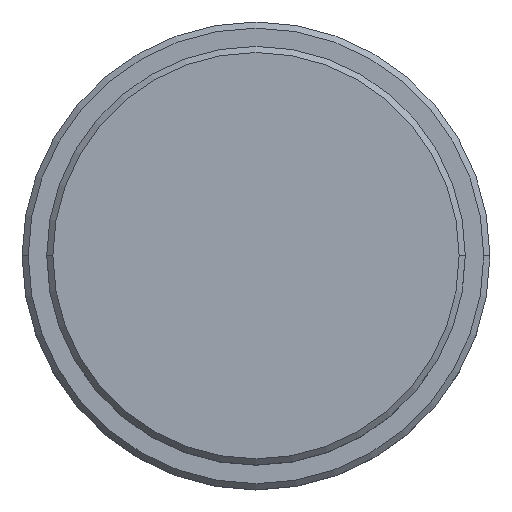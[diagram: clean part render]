
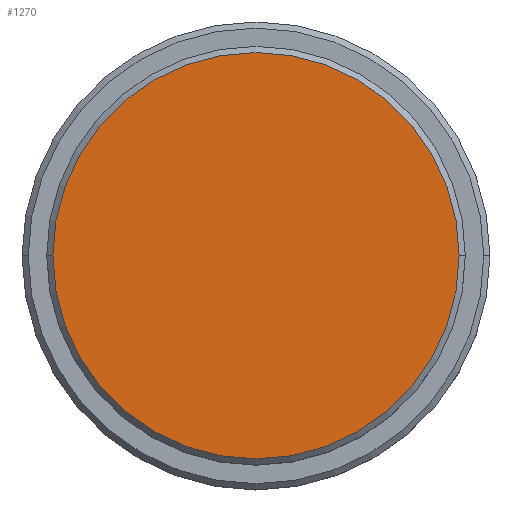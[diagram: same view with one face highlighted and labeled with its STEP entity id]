
A CAD part, top view. The second image highlights one B-rep face of the part: STEP entity #1270.
In plain terms, the highlighted planar face has unit normal (0, 0, 1).
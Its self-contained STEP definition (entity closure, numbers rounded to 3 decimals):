
#55 = FACE_OUTER_BOUND ( 'NONE', #811, .T. ) ;
#141 = AXIS2_PLACEMENT_3D ( 'NONE', #593, #901, #1227 ) ;
#239 = EDGE_CURVE ( 'NONE', #335, #575, #363, .T. ) ;
#335 = VERTEX_POINT ( 'NONE', #443 ) ;
#363 = CIRCLE ( 'NONE', #141, 16.5 ) ;
#395 = DIRECTION ( 'NONE',  ( 1., 0., 0. ) ) ;
#443 = CARTESIAN_POINT ( 'NONE',  ( 16.5, 0., 0. ) ) ;
#497 = EDGE_CURVE ( 'NONE', #575, #335, #555, .T. ) ;
#499 = PLANE ( 'NONE',  #648 ) ;
#555 = CIRCLE ( 'NONE', #737, 16.5 ) ;
#575 = VERTEX_POINT ( 'NONE', #1401 ) ;
#593 = CARTESIAN_POINT ( 'NONE',  ( 0., 0., 0. ) ) ;
#648 = AXIS2_PLACEMENT_3D ( 'NONE', #1154, #928, #395 ) ;
#708 = ORIENTED_EDGE ( 'NONE', *, *, #497, .T. ) ;
#737 = AXIS2_PLACEMENT_3D ( 'NONE', #803, #1020, #1042 ) ;
#803 = CARTESIAN_POINT ( 'NONE',  ( 0., 0., 0. ) ) ;
#811 = EDGE_LOOP ( 'NONE', ( #708, #894 ) ) ;
#894 = ORIENTED_EDGE ( 'NONE', *, *, #239, .T. ) ;
#901 = DIRECTION ( 'NONE',  ( 0., 0., 1. ) ) ;
#928 = DIRECTION ( 'NONE',  ( 0., 0., 1. ) ) ;
#1020 = DIRECTION ( 'NONE',  ( 0., 0., 1. ) ) ;
#1042 = DIRECTION ( 'NONE',  ( 1., 0., 0. ) ) ;
#1154 = CARTESIAN_POINT ( 'NONE',  ( 0., 0., 0. ) ) ;
#1227 = DIRECTION ( 'NONE',  ( 1., 0., 0. ) ) ;
#1270 = ADVANCED_FACE ( 'NONE', ( #55 ), #499, .T. ) ;
#1401 = CARTESIAN_POINT ( 'NONE',  ( -16.5, 0., 0. ) ) ;
